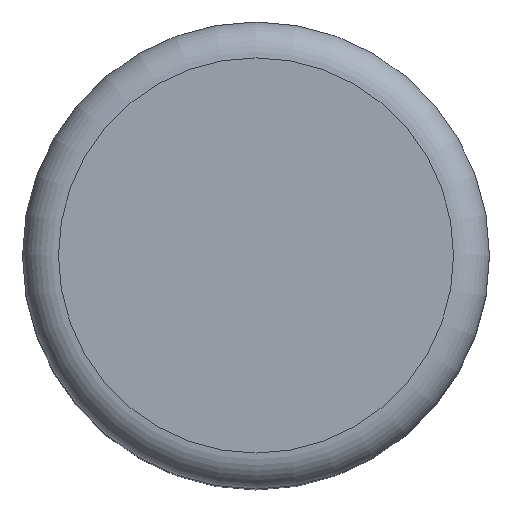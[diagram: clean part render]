
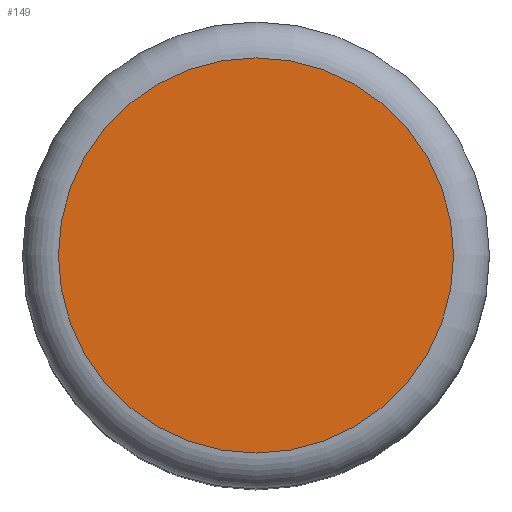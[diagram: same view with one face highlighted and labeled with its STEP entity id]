
A CAD part, top view. The second image highlights one B-rep face of the part: STEP entity #149.
In plain terms, the highlighted planar face has unit normal (0, 0, 1).
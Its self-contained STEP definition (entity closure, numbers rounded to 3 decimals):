
#149 = ADVANCED_FACE( '', ( #322 ), #323, .F. );
#322 = FACE_OUTER_BOUND( '', #523, .T. );
#323 = PLANE( '', #524 );
#523 = EDGE_LOOP( '', ( #869 ) );
#524 = AXIS2_PLACEMENT_3D( '', #870, #871, #872 );
#869 = ORIENTED_EDGE( '', *, *, #1134, .T. );
#870 = CARTESIAN_POINT( '', ( 6.5, 0., 27. ) );
#871 = DIRECTION( '', ( 0., 0., -1. ) );
#872 = DIRECTION( '', ( -1., 0., 0. ) );
#1134 = EDGE_CURVE( '', #1354, #1354, #1355, .F. );
#1354 = VERTEX_POINT( '', #1650 );
#1355 = CIRCLE( '', #1651, 5.5 );
#1650 = CARTESIAN_POINT( '', ( -5.5, 0., 27. ) );
#1651 = AXIS2_PLACEMENT_3D( '', #1863, #1864, #1865 );
#1863 = CARTESIAN_POINT( '', ( 0., 0., 27. ) );
#1864 = DIRECTION( '', ( 0., 0., -1. ) );
#1865 = DIRECTION( '', ( -1., 0., 0. ) );
